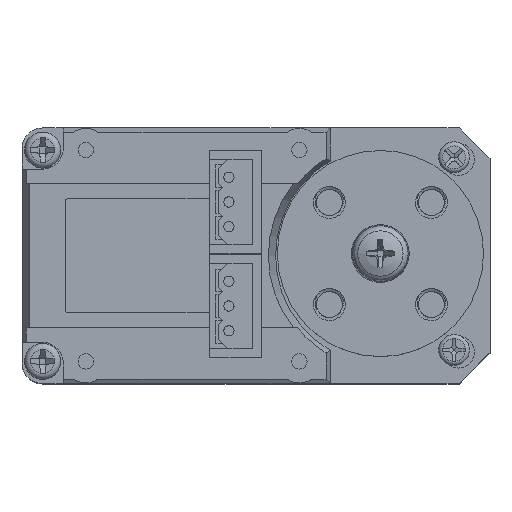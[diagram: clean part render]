
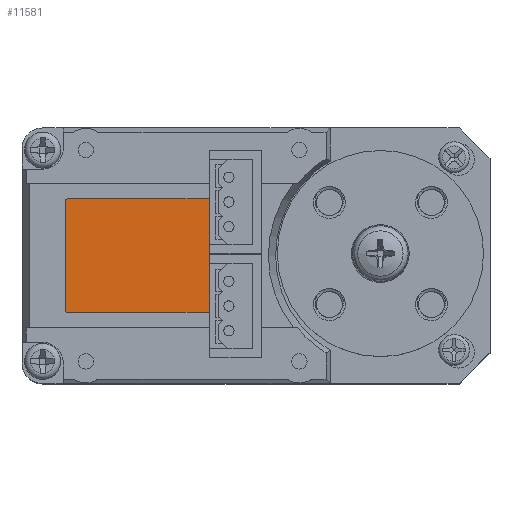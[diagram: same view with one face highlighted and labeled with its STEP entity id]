
A CAD part, top view. The second image highlights one B-rep face of the part: STEP entity #11581.
In plain terms, the highlighted planar face has unit normal (0, 0, 1).
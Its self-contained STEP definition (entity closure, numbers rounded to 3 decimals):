
#499=PLANE('',#12583);
#1056=FACE_OUTER_BOUND('',#1680,.T.);
#1680=EDGE_LOOP('',(#10131,#10132,#10133,#10134,#10135,#10136,#10137,#10138));
#2157=CIRCLE('',#12570,0.2);
#2159=CIRCLE('',#12574,0.2);
#2161=CIRCLE('',#12578,0.2);
#2163=CIRCLE('',#12582,0.2);
#3234=LINE('',#38337,#4189);
#3239=LINE('',#38350,#4194);
#3243=LINE('',#38362,#4198);
#3247=LINE('',#38374,#4202);
#4189=VECTOR('',#15119,10.);
#4194=VECTOR('',#15132,10.);
#4198=VECTOR('',#15144,10.);
#4202=VECTOR('',#15156,10.);
#5372=VERTEX_POINT('',#38334);
#5373=VERTEX_POINT('',#38336);
#5375=VERTEX_POINT('',#38342);
#5377=VERTEX_POINT('',#38348);
#5379=VERTEX_POINT('',#38354);
#5381=VERTEX_POINT('',#38360);
#5383=VERTEX_POINT('',#38366);
#5385=VERTEX_POINT('',#38372);
#6989=EDGE_CURVE('',#5372,#5373,#3234,.T.);
#6993=EDGE_CURVE('',#5375,#5372,#2157,.T.);
#6996=EDGE_CURVE('',#5377,#5375,#3239,.T.);
#6999=EDGE_CURVE('',#5379,#5377,#2159,.T.);
#7002=EDGE_CURVE('',#5381,#5379,#3243,.T.);
#7005=EDGE_CURVE('',#5383,#5381,#2161,.T.);
#7008=EDGE_CURVE('',#5385,#5383,#3247,.T.);
#7010=EDGE_CURVE('',#5373,#5385,#2163,.T.);
#10131=ORIENTED_EDGE('',*,*,#7010,.F.);
#10132=ORIENTED_EDGE('',*,*,#6989,.F.);
#10133=ORIENTED_EDGE('',*,*,#6993,.F.);
#10134=ORIENTED_EDGE('',*,*,#6996,.F.);
#10135=ORIENTED_EDGE('',*,*,#6999,.F.);
#10136=ORIENTED_EDGE('',*,*,#7002,.F.);
#10137=ORIENTED_EDGE('',*,*,#7005,.F.);
#10138=ORIENTED_EDGE('',*,*,#7008,.F.);
#11581=ADVANCED_FACE('',(#1056),#499,.T.);
#12570=AXIS2_PLACEMENT_3D('',#38344,#15126,#15127);
#12574=AXIS2_PLACEMENT_3D('',#38356,#15138,#15139);
#12578=AXIS2_PLACEMENT_3D('',#38368,#15150,#15151);
#12582=AXIS2_PLACEMENT_3D('',#38377,#15161,#15162);
#12583=AXIS2_PLACEMENT_3D('',#38378,#15163,#15164);
#15119=DIRECTION('',(0.,-1.,0.));
#15126=DIRECTION('center_axis',(0.,0.,-1.));
#15127=DIRECTION('ref_axis',(1.,0.,0.));
#15132=DIRECTION('',(1.,0.,0.));
#15138=DIRECTION('center_axis',(0.,0.,-1.));
#15139=DIRECTION('ref_axis',(0.,1.,0.));
#15144=DIRECTION('',(0.,1.,0.));
#15150=DIRECTION('center_axis',(0.,0.,-1.));
#15151=DIRECTION('ref_axis',(-1.,0.,0.));
#15156=DIRECTION('',(-1.,0.,0.));
#15161=DIRECTION('center_axis',(0.,0.,-1.));
#15162=DIRECTION('ref_axis',(0.,-1.,0.));
#15163=DIRECTION('center_axis',(0.,0.,1.));
#15164=DIRECTION('ref_axis',(-1.,0.,0.));
#38334=CARTESIAN_POINT('',(-2.103,5.3,16.9));
#38336=CARTESIAN_POINT('',(-2.103,-5.3,16.9));
#38337=CARTESIAN_POINT('',(-2.103,5.3,16.9));
#38342=CARTESIAN_POINT('',(-2.303,5.5,16.9));
#38344=CARTESIAN_POINT('Origin',(-2.303,5.3,16.9));
#38348=CARTESIAN_POINT('',(-18.303,5.5,16.9));
#38350=CARTESIAN_POINT('',(-18.303,5.5,16.9));
#38354=CARTESIAN_POINT('',(-18.503,5.3,16.9));
#38356=CARTESIAN_POINT('Origin',(-18.303,5.3,16.9));
#38360=CARTESIAN_POINT('',(-18.503,-5.3,16.9));
#38362=CARTESIAN_POINT('',(-18.503,-5.3,16.9));
#38366=CARTESIAN_POINT('',(-18.303,-5.5,16.9));
#38368=CARTESIAN_POINT('Origin',(-18.303,-5.3,16.9));
#38372=CARTESIAN_POINT('',(-2.303,-5.5,16.9));
#38374=CARTESIAN_POINT('',(-2.303,-5.5,16.9));
#38377=CARTESIAN_POINT('Origin',(-2.303,-5.3,16.9));
#38378=CARTESIAN_POINT('Origin',(-10.303,0.,
16.9));
